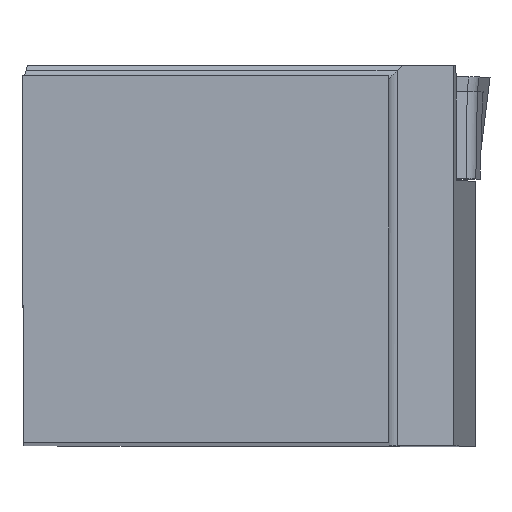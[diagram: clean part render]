
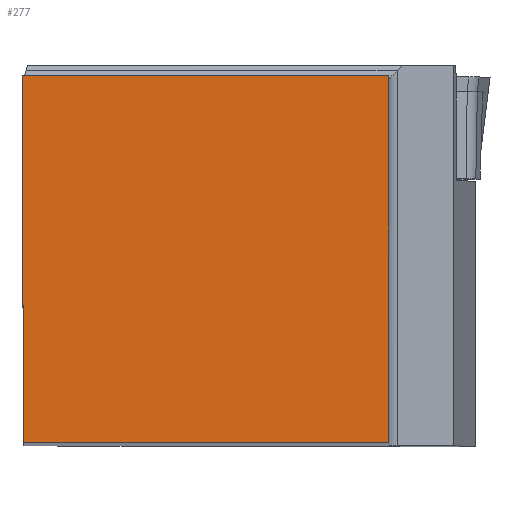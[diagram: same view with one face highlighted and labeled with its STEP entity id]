
A CAD part, top view. The second image highlights one B-rep face of the part: STEP entity #277.
In plain terms, the highlighted planar face has unit normal (0, 0, 1).
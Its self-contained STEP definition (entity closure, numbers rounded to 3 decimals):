
#277=ADVANCED_FACE('CU_BACK_SU1',(#421),#369,.F.);
#369=PLANE('',#1814);
#421=FACE_OUTER_BOUND('',#504,.T.);
#504=EDGE_LOOP('',(#641,#642,#643,#644));
#641=ORIENTED_EDGE('',*,*,#1260,.F.);
#642=ORIENTED_EDGE('',*,*,#1261,.T.);
#643=ORIENTED_EDGE('',*,*,#1262,.T.);
#644=ORIENTED_EDGE('',*,*,#1242,.T.);
#1085=VERTEX_POINT('',#2464);
#1086=VERTEX_POINT('',#2466);
#1099=VERTEX_POINT('',#2500);
#1100=VERTEX_POINT('',#2502);
#1242=EDGE_CURVE('',#1086,#1085,#1475,.T.);
#1260=EDGE_CURVE('',#1099,#1085,#1490,.T.);
#1261=EDGE_CURVE('',#1099,#1100,#1491,.T.);
#1262=EDGE_CURVE('',#1100,#1086,#1492,.T.);
#1475=LINE('',#2465,#1606);
#1490=LINE('',#2499,#1621);
#1491=LINE('',#2501,#1622);
#1492=LINE('',#2503,#1623);
#1606=VECTOR('',#1991,1.);
#1621=VECTOR('',#2018,1.);
#1622=VECTOR('',#2019,1.);
#1623=VECTOR('',#2020,1.);
#1814=AXIS2_PLACEMENT_3D('',#2504,#2021,#2022);
#1991=DIRECTION('',(1.,0.,0.));
#2018=DIRECTION('',(0.,-1.,0.));
#2019=DIRECTION('',(-1.,0.,0.));
#2020=DIRECTION('',(0.004,-1.,0.));
#2021=DIRECTION('',(0.,0.,-1.));
#2022=DIRECTION('',(0.,-1.,0.));
#2464=CARTESIAN_POINT('',(19.875,0.,0.));
#2465=CARTESIAN_POINT('',(-22.994,0.,0.));
#2466=CARTESIAN_POINT('',(0.087,0.,0.));
#2499=CARTESIAN_POINT('',(19.875,39.875,0.));
#2500=CARTESIAN_POINT('',(19.875,19.875,0.));
#2501=CARTESIAN_POINT('',(-22.994,19.875,0.));
#2502=CARTESIAN_POINT('',(0.,19.875,0.));
#2503=CARTESIAN_POINT('',(-0.088,39.975,0.));
#2504=CARTESIAN_POINT('',(-22.994,39.875,0.));
